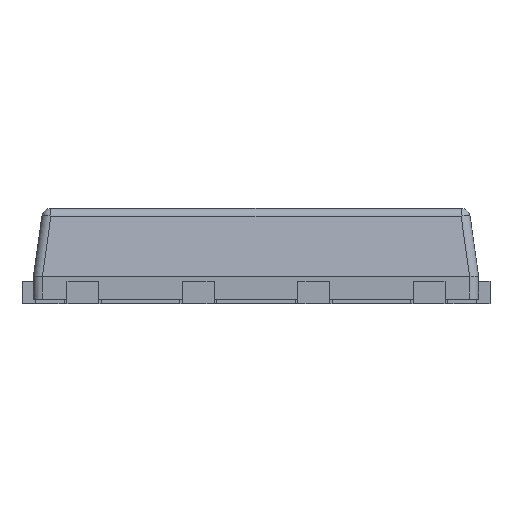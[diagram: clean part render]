
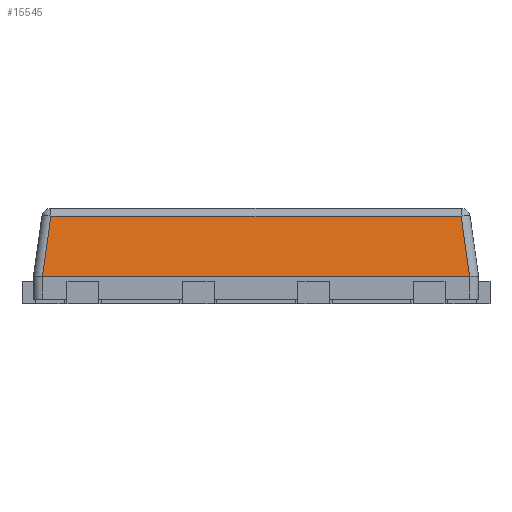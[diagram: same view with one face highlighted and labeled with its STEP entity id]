
A CAD part, front view. The second image highlights one B-rep face of the part: STEP entity #15545.
In plain terms, the highlighted planar face has unit normal (0, -0.99, 0.139).
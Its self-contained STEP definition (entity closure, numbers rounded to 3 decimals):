
#434 = EDGE_CURVE ( 'NONE', #1632, #4291, #12084, .T. ) ;
#752 = CARTESIAN_POINT ( 'NONE',  ( -2.345, -2.857, 0.964 ) ) ;
#775 = PLANE ( 'NONE',  #15019 ) ;
#964 = VECTOR ( 'NONE', #2011, 1000. ) ;
#1033 = VERTEX_POINT ( 'NONE', #9664 ) ;
#1300 =( BOUNDED_CURVE ( )  B_SPLINE_CURVE ( 3, ( #2812, #10337, #7887, #7800 ),
 .UNSPECIFIED., .F., .F. ) 
 B_SPLINE_CURVE_WITH_KNOTS ( ( 4, 4 ),
 ( 6.274, 6.283 ),
 .UNSPECIFIED. ) 
 CURVE ( )  GEOMETRIC_REPRESENTATION_ITEM ( )  RATIONAL_B_SPLINE_CURVE ( ( 1., 1., 1., 1. ) ) 
 REPRESENTATION_ITEM ( '' )  );
#1632 = VERTEX_POINT ( 'NONE', #12653 ) ;
#1904 = DIRECTION ( 'NONE',  ( -1., 0., 0. ) ) ;
#2011 = DIRECTION ( 'NONE',  ( -0.138, 0.138, 0.981 ) ) ;
#2449 = EDGE_CURVE ( 'NONE', #1033, #13101, #15505, .T. ) ;
#2696 = CARTESIAN_POINT ( 'NONE',  ( 2.351, -2.95, 0.3 ) ) ;
#2812 = CARTESIAN_POINT ( 'NONE',  ( -2.351, -2.95, 0.3 ) ) ;
#3913 = ORIENTED_EDGE ( 'NONE', *, *, #7450, .T. ) ;
#4134 =( BOUNDED_CURVE ( )  B_SPLINE_CURVE ( 3, ( #10060, #7706, #15091, #2696 ),
 .UNSPECIFIED., .F., .F. ) 
 B_SPLINE_CURVE_WITH_KNOTS ( ( 4, 4 ),
 ( 0., 0.01 ),
 .UNSPECIFIED. ) 
 CURVE ( )  GEOMETRIC_REPRESENTATION_ITEM ( )  RATIONAL_B_SPLINE_CURVE ( ( 1., 1., 1., 1. ) ) 
 REPRESENTATION_ITEM ( '' )  );
#4143 = EDGE_CURVE ( 'NONE', #13101, #1632, #13136, .T. ) ;
#4291 = VERTEX_POINT ( 'NONE', #13875 ) ;
#4551 = CARTESIAN_POINT ( 'NONE',  ( -2.45, -2.95, 0.3 ) ) ;
#5792 = DIRECTION ( 'NONE',  ( 1., 0., 0. ) ) ;
#6316 = EDGE_CURVE ( 'NONE', #4291, #13530, #1300, .T. ) ;
#6876 = EDGE_LOOP ( 'NONE', ( #10828, #3913, #8674, #14110, #10145, #14765 ) ) ;
#7450 = EDGE_CURVE ( 'NONE', #10094, #1033, #4134, .T. ) ;
#7706 = CARTESIAN_POINT ( 'NONE',  ( 2.35, -2.95, 0.3 ) ) ;
#7800 = CARTESIAN_POINT ( 'NONE',  ( -2.35, -2.95, 0.3 ) ) ;
#7887 = CARTESIAN_POINT ( 'NONE',  ( -2.35, -2.95, 0.3 ) ) ;
#8233 = CARTESIAN_POINT ( 'NONE',  ( 0., -2.845, 1.05 ) ) ;
#8479 = DIRECTION ( 'NONE',  ( 0., 0.99, -0.139 ) ) ;
#8642 = DIRECTION ( 'NONE',  ( -1., 0., 0. ) ) ;
#8674 = ORIENTED_EDGE ( 'NONE', *, *, #2449, .T. ) ;
#9203 = VECTOR ( 'NONE', #15570, 1000. ) ;
#9419 = CARTESIAN_POINT ( 'NONE',  ( 2.258, -2.857, 0.964 ) ) ;
#9664 = CARTESIAN_POINT ( 'NONE',  ( 2.351, -2.95, 0.3 ) ) ;
#10060 = CARTESIAN_POINT ( 'NONE',  ( 2.35, -2.95, 0.3 ) ) ;
#10094 = VERTEX_POINT ( 'NONE', #15044 ) ;
#10145 = ORIENTED_EDGE ( 'NONE', *, *, #434, .T. ) ;
#10337 = CARTESIAN_POINT ( 'NONE',  ( -2.351, -2.95, 0.3 ) ) ;
#10690 = CARTESIAN_POINT ( 'NONE',  ( -2.203, -2.802, 1.354 ) ) ;
#10828 = ORIENTED_EDGE ( 'NONE', *, *, #15569, .F. ) ;
#10829 = VECTOR ( 'NONE', #1904, 1000. ) ;
#11312 = VECTOR ( 'NONE', #8642, 1000. ) ;
#11761 = CARTESIAN_POINT ( 'NONE',  ( 2.203, -2.802, 1.354 ) ) ;
#12084 = LINE ( 'NONE', #10690, #9203 ) ;
#12249 = FACE_OUTER_BOUND ( 'NONE', #6876, .T. ) ;
#12653 = CARTESIAN_POINT ( 'NONE',  ( -2.258, -2.857, 0.964 ) ) ;
#13101 = VERTEX_POINT ( 'NONE', #9419 ) ;
#13136 = LINE ( 'NONE', #752, #10829 ) ;
#13530 = VERTEX_POINT ( 'NONE', #16098 ) ;
#13875 = CARTESIAN_POINT ( 'NONE',  ( -2.351, -2.95, 0.3 ) ) ;
#14110 = ORIENTED_EDGE ( 'NONE', *, *, #4143, .T. ) ;
#14765 = ORIENTED_EDGE ( 'NONE', *, *, #6316, .T. ) ;
#15019 = AXIS2_PLACEMENT_3D ( 'NONE', #8233, #8479, #5792 ) ;
#15044 = CARTESIAN_POINT ( 'NONE',  ( 2.35, -2.95, 0.3 ) ) ;
#15091 = CARTESIAN_POINT ( 'NONE',  ( 2.351, -2.95, 0.3 ) ) ;
#15505 = LINE ( 'NONE', #11761, #964 ) ;
#15545 = ADVANCED_FACE ( 'NONE', ( #12249 ), #775, .F. ) ;
#15569 = EDGE_CURVE ( 'NONE', #10094, #13530, #15831, .T. ) ;
#15570 = DIRECTION ( 'NONE',  ( -0.138, -0.138, -0.981 ) ) ;
#15831 = LINE ( 'NONE', #4551, #11312 ) ;
#16098 = CARTESIAN_POINT ( 'NONE',  ( -2.35, -2.95, 0.3 ) ) ;
